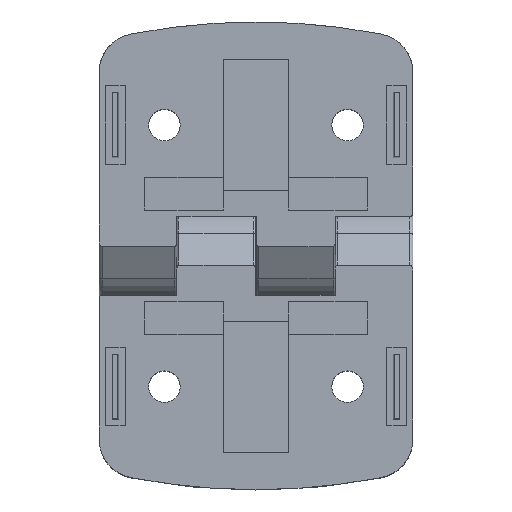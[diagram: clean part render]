
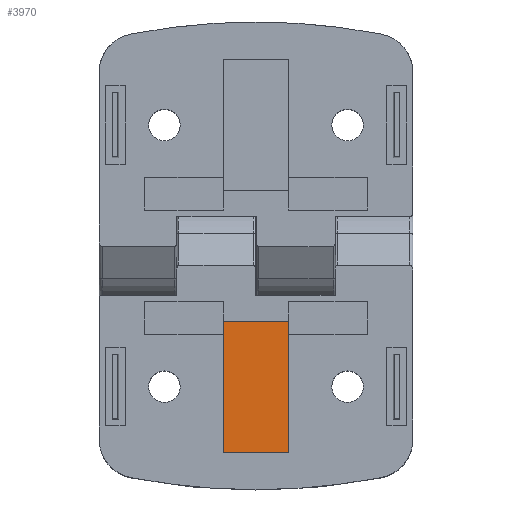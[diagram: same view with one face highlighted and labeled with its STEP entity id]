
A CAD part, front view. The second image highlights one B-rep face of the part: STEP entity #3970.
In plain terms, the highlighted face is planar.
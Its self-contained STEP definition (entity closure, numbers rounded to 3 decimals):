
#34 = LINE ( 'NONE', #3145, #3040 ) ;
#167 = AXIS2_PLACEMENT_3D ( 'NONE', #4093, #4485, #2133 ) ;
#196 = LINE ( 'NONE', #3826, #1363 ) ;
#211 = CARTESIAN_POINT ( 'NONE',  ( 5., 1.5, -30. ) ) ;
#280 = DIRECTION ( 'NONE',  ( 0., 0., 1. ) ) ;
#289 = CARTESIAN_POINT ( 'NONE',  ( -5., 1.5, -30. ) ) ;
#457 = LINE ( 'NONE', #211, #4498 ) ;
#522 = CARTESIAN_POINT ( 'NONE',  ( -5., 1.5, -12. ) ) ;
#678 = DIRECTION ( 'NONE',  ( 0., 0., -1. ) ) ;
#694 = CARTESIAN_POINT ( 'NONE',  ( -5., 1.5, -10. ) ) ;
#774 = VECTOR ( 'NONE', #280, 1000. ) ;
#827 = DIRECTION ( 'NONE',  ( 0., 0., 1. ) ) ;
#877 = LINE ( 'NONE', #4214, #774 ) ;
#897 = VECTOR ( 'NONE', #678, 1000. ) ;
#1077 = VERTEX_POINT ( 'NONE', #1179 ) ;
#1170 = ORIENTED_EDGE ( 'NONE', *, *, #4956, .T. ) ;
#1179 = CARTESIAN_POINT ( 'NONE',  ( 5., 1.5, -10. ) ) ;
#1363 = VECTOR ( 'NONE', #1464, 1000. ) ;
#1464 = DIRECTION ( 'NONE',  ( 0., 0., -1. ) ) ;
#1503 = VERTEX_POINT ( 'NONE', #289 ) ;
#1577 = CARTESIAN_POINT ( 'NONE',  ( 5., 1.5, -10. ) ) ;
#1609 = VERTEX_POINT ( 'NONE', #3099 ) ;
#1725 = ORIENTED_EDGE ( 'NONE', *, *, #3465, .T. ) ;
#1733 = FACE_OUTER_BOUND ( 'NONE', #3553, .T. ) ;
#1871 = VERTEX_POINT ( 'NONE', #522 ) ;
#1944 = DIRECTION ( 'NONE',  ( -1., 0., 0. ) ) ;
#1975 = ORIENTED_EDGE ( 'NONE', *, *, #2746, .T. ) ;
#2133 = DIRECTION ( 'NONE',  ( 0., 0., 1. ) ) ;
#2175 = DIRECTION ( 'NONE',  ( 1., 0., 0. ) ) ;
#2366 = EDGE_CURVE ( 'NONE', #1609, #1871, #3907, .T. ) ;
#2746 = EDGE_CURVE ( 'NONE', #1077, #1609, #5004, .T. ) ;
#2927 = ORIENTED_EDGE ( 'NONE', *, *, #3260, .T. ) ;
#3019 = ORIENTED_EDGE ( 'NONE', *, *, #2366, .T. ) ;
#3040 = VECTOR ( 'NONE', #827, 1000. ) ;
#3099 = CARTESIAN_POINT ( 'NONE',  ( -5., 1.5, -10. ) ) ;
#3145 = CARTESIAN_POINT ( 'NONE',  ( 5., 1.5, -10. ) ) ;
#3260 = EDGE_CURVE ( 'NONE', #3499, #1077, #34, .T. ) ;
#3465 = EDGE_CURVE ( 'NONE', #1503, #4840, #457, .T. ) ;
#3499 = VERTEX_POINT ( 'NONE', #4547 ) ;
#3553 = EDGE_LOOP ( 'NONE', ( #1170, #2927, #1975, #3019, #4104, #1725 ) ) ;
#3702 = PLANE ( 'NONE',  #167 ) ;
#3826 = CARTESIAN_POINT ( 'NONE',  ( -5., 1.5, -10. ) ) ;
#3907 = LINE ( 'NONE', #694, #897 ) ;
#3970 = ADVANCED_FACE ( 'NONE', ( #1733 ), #3702, .F. ) ;
#4090 = EDGE_CURVE ( 'NONE', #1871, #1503, #196, .T. ) ;
#4093 = CARTESIAN_POINT ( 'NONE',  ( 5., 1.5, -10. ) ) ;
#4104 = ORIENTED_EDGE ( 'NONE', *, *, #4090, .T. ) ;
#4214 = CARTESIAN_POINT ( 'NONE',  ( 5., 1.5, -10. ) ) ;
#4485 = DIRECTION ( 'NONE',  ( 0., 1., 0. ) ) ;
#4498 = VECTOR ( 'NONE', #2175, 1000. ) ;
#4547 = CARTESIAN_POINT ( 'NONE',  ( 5., 1.5, -12. ) ) ;
#4793 = CARTESIAN_POINT ( 'NONE',  ( 5., 1.5, -30. ) ) ;
#4840 = VERTEX_POINT ( 'NONE', #4793 ) ;
#4866 = VECTOR ( 'NONE', #1944, 1000. ) ;
#4956 = EDGE_CURVE ( 'NONE', #4840, #3499, #877, .T. ) ;
#5004 = LINE ( 'NONE', #1577, #4866 ) ;
